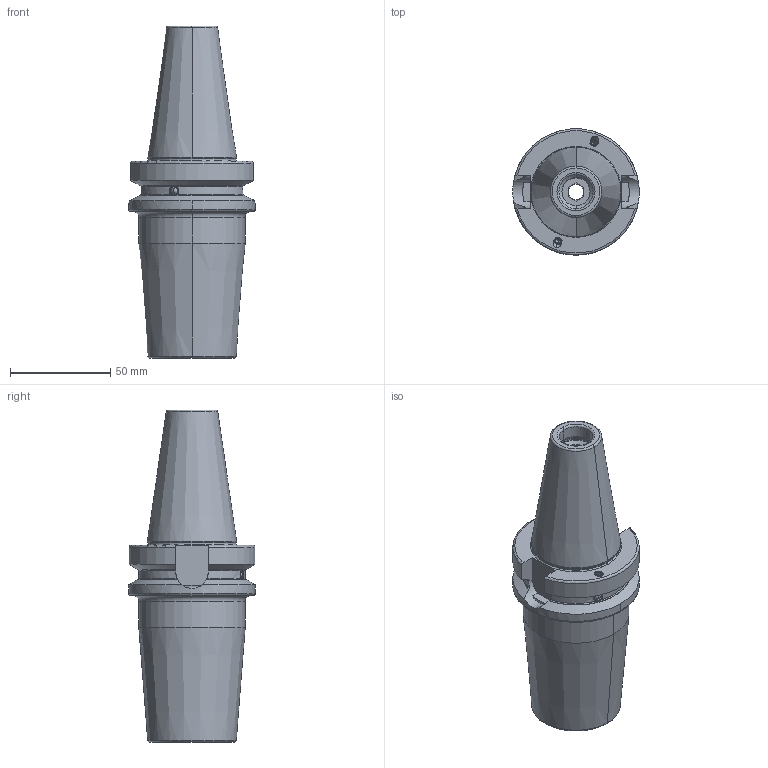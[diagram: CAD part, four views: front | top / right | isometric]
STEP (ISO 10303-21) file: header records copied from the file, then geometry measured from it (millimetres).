
FILE_DESCRIPTION((''),'2;1');
FILE_NAME('406_70_32','2020-09-02T',('101107'),(''),'CREO PARAMETRIC BY PTC INC, 2016260','CREO PARAMETRIC BY PTC INC, 2016260','');
FILE_SCHEMA(('CONFIG_CONTROL_DESIGN'));
Length unit declared in the file: millimetre
Products named in the file (1): 406_70_32
Bounding box: 63 x 63 x 165.4 mm (x, y, z)
Volume: 210135.2 mm3; surface area: 40456.7 mm2
Topology: 1 solids, 7 shells, 259 faces, 578 edges, 328 vertices
Faces by surface type: cone 98, cylinder 66, plane 57, torus 30, sphere 8
Entity records: 7601 total; most frequent: CARTESIAN_POINT 1855, DIRECTION 1276, ORIENTED_EDGE 1132, EDGE_CURVE 566, AXIS2_PLACEMENT_3D 526, VERTEX_POINT 328, EDGE_LOOP 276, CIRCLE 264
